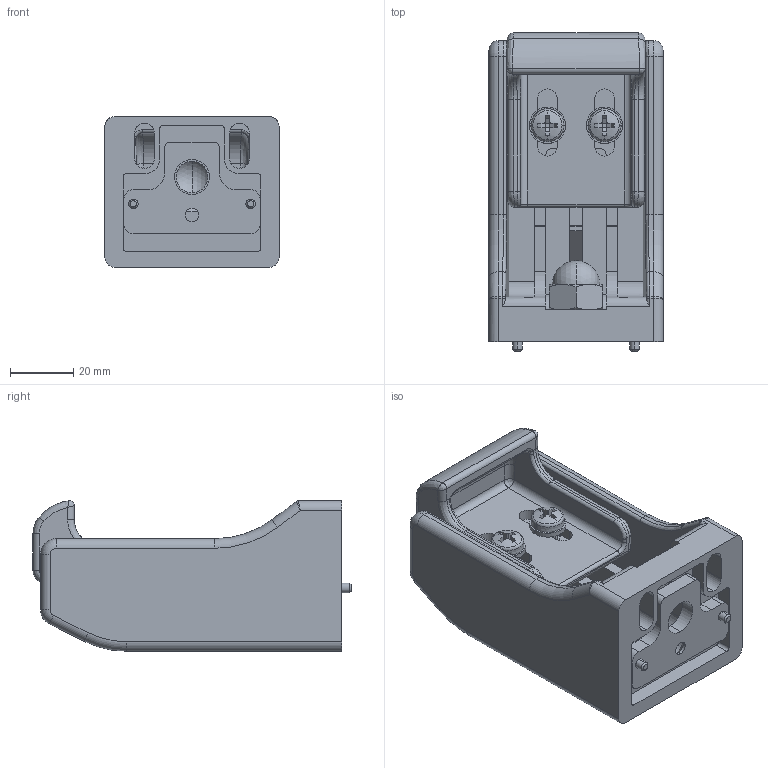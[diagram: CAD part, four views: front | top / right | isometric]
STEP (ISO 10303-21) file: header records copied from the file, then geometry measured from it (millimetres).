
FILE_DESCRIPTION (( 'STEP AP203' ), '1' );
FILE_NAME ('FA-1740S-2.STEP', '2018-08-17T00:40:12', ( '' ), ( '' ), 'SwSTEP 2.0', 'SolidWorks 2014', '' );
FILE_SCHEMA (( 'CONFIG_CONTROL_DESIGN' ));
Length unit declared in the file: millimetre
Products named in the file (6): FA-1740S-2_高受フック; FA-1740S-2_十字穴付小ねじ_内径基準ver1.02_M6x15十字穴付なべ小ねじ(SUS)SWシングルセムス(P2); FA-1740S-2_調整座; FA-1740S-2; FA-1740S-2_高受台座; FA-1740S-2_六角袋ﾅｯﾄM10（3種）
Assembly tree (6 placements, depth 2):
  FA-1740S-2
    FA-1740S-2_高受台座
    FA-1740S-2_高受フック
    FA-1740S-2_調整座
    FA-1740S-2_六角袋ﾅｯﾄM10（3種）
    FA-1740S-2_十字穴付小ねじ_内径基準ver1.02_M6x15十字穴付なべ小ねじ(SUS)SWシングルセムス(P2)  x2
Bounding box: 55 x 100.4 x 47.5 mm (x, y, z)
Volume: 117366.3 mm3; surface area: 48556 mm2
Topology: 6 solids, 6 shells, 406 faces, 1044 edges, 644 vertices
Faces by surface type: cylinder 157, plane 153, cone 34, bspline 34, torus 16, sphere 12
Entity records: 12480 total; most frequent: CARTESIAN_POINT 3315, ORIENTED_EDGE 1820, DIRECTION 1786, EDGE_CURVE 910, AXIS2_PLACEMENT_3D 659, VERTEX_POINT 566, VECTOR 468, LINE 468
